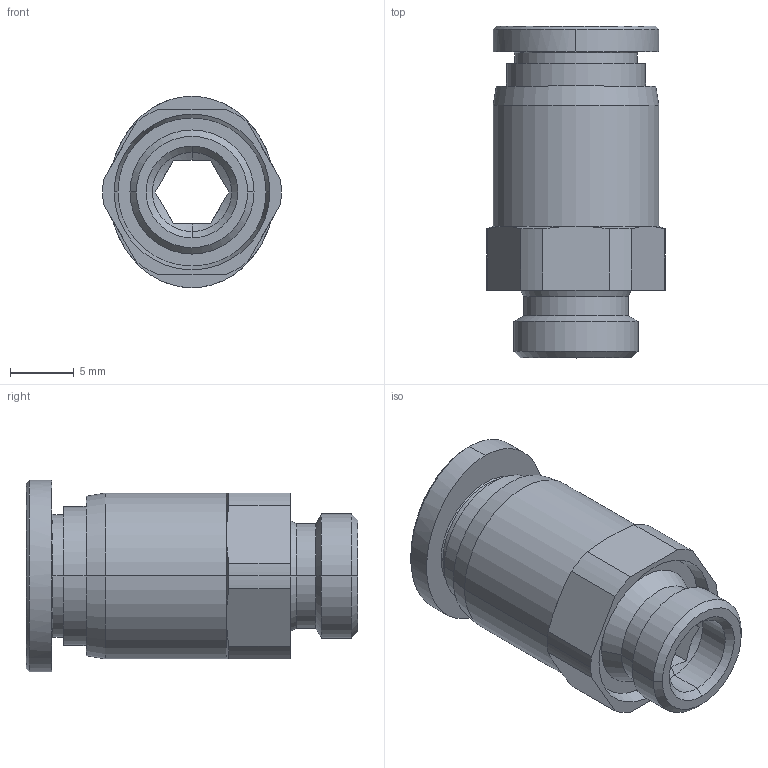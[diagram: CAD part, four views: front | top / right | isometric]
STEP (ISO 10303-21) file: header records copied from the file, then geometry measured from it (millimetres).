
FILE_DESCRIPTION((''),'2;1');
FILE_NAME('GPC 08G01(3D).stp','2012-12-20T14:19:36',(''),(''),'Mechanical Desktop.R8.0.24.0','Mechanical Desktop.R8.0.24.0',', , ');
FILE_SCHEMA(('CONFIG_CONTROL_DESIGN'));
Length unit declared in the file: millimetre
Products named in the file (2): GPC 08G01(3D); ºÎÇ°1
Assembly tree (1 placements, depth 2):
  GPC 08G01(3D)
    ºÎÇ°1
Bounding box: 14 x 26 x 15 mm (x, y, z)
Volume: 1856 mm3; surface area: 2049.6 mm2
Topology: 1 solids, 1 shells, 439 faces, 1220 edges, 805 vertices
Faces by surface type: plane 353, cylinder 31, bspline 29, cone 26
Entity records: 14567 total; most frequent: CARTESIAN_POINT 3250, ORIENTED_EDGE 2440, DIRECTION 2160, EDGE_CURVE 1220, VECTOR 1054, LINE 1054, VERTEX_POINT 805, AXIS2_PLACEMENT_3D 553
